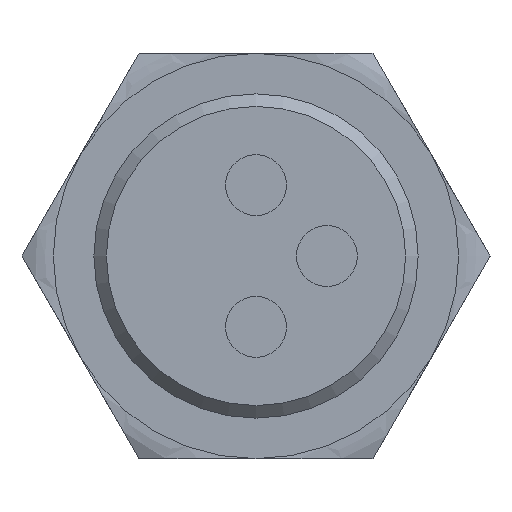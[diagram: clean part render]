
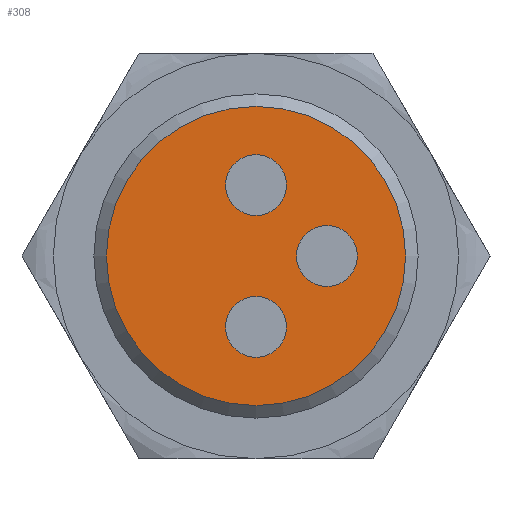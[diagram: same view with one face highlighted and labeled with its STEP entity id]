
A CAD part, front view. The second image highlights one B-rep face of the part: STEP entity #308.
In plain terms, the highlighted planar face has unit normal (0, -1, 0).
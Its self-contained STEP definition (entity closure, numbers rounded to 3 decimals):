
#130=PLANE('',#981);
#222=FACE_BOUND('',#433,.T.);
#223=FACE_BOUND('',#434,.T.);
#224=FACE_BOUND('',#435,.T.);
#225=FACE_BOUND('',#436,.T.);
#308=ADVANCED_FACE('',(#222,#223,#224,#225),#130,.F.);
#433=EDGE_LOOP('',(#625));
#434=EDGE_LOOP('',(#626));
#435=EDGE_LOOP('',(#627));
#436=EDGE_LOOP('',(#628));
#625=ORIENTED_EDGE('',*,*,#820,.T.);
#626=ORIENTED_EDGE('',*,*,#821,.T.);
#627=ORIENTED_EDGE('',*,*,#822,.T.);
#628=ORIENTED_EDGE('',*,*,#823,.T.);
#724=VERTEX_POINT('',#1540);
#725=VERTEX_POINT('',#1542);
#726=VERTEX_POINT('',#1544);
#727=VERTEX_POINT('',#1546);
#820=EDGE_CURVE('',#724,#724,#874,.T.);
#821=EDGE_CURVE('',#725,#725,#875,.T.);
#822=EDGE_CURVE('',#726,#726,#876,.T.);
#823=EDGE_CURVE('',#727,#727,#877,.T.);
#874=CIRCLE('',#977,0.75);
#875=CIRCLE('',#978,0.75);
#876=CIRCLE('',#979,0.75);
#877=CIRCLE('',#980,3.69);
#977=AXIS2_PLACEMENT_3D('',#1539,#1208,#1209);
#978=AXIS2_PLACEMENT_3D('',#1541,#1210,#1211);
#979=AXIS2_PLACEMENT_3D('',#1543,#1212,#1213);
#980=AXIS2_PLACEMENT_3D('',#1545,#1214,#1215);
#981=AXIS2_PLACEMENT_3D('',#1547,#1216,#1217);
#1208=DIRECTION('',(0.,1.,0.));
#1209=DIRECTION('',(0.,0.,-1.));
#1210=DIRECTION('',(0.,1.,0.));
#1211=DIRECTION('',(0.,0.,-1.));
#1212=DIRECTION('',(0.,1.,0.));
#1213=DIRECTION('',(0.,0.,-1.));
#1214=DIRECTION('',(0.,-1.,0.));
#1215=DIRECTION('',(0.,0.,-1.));
#1216=DIRECTION('',(0.,1.,0.));
#1217=DIRECTION('',(0.,0.,-1.));
#1539=CARTESIAN_POINT('',(50.,50.,-1.75));
#1540=CARTESIAN_POINT('',(50.,50.,-2.5));
#1541=CARTESIAN_POINT('',(51.75,50.,0.));
#1542=CARTESIAN_POINT('',(51.75,50.,-0.75));
#1543=CARTESIAN_POINT('',(50.,50.,1.75));
#1544=CARTESIAN_POINT('',(50.,50.,1.));
#1545=CARTESIAN_POINT('',(50.,50.,0.));
#1546=CARTESIAN_POINT('',(50.,50.,-3.69));
#1547=CARTESIAN_POINT('',(53.69,50.,0.));
